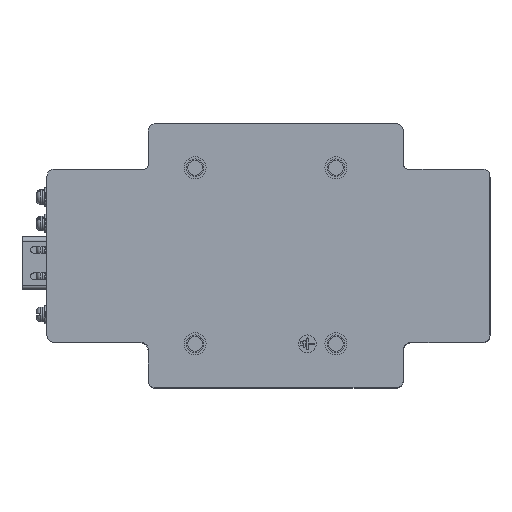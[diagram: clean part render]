
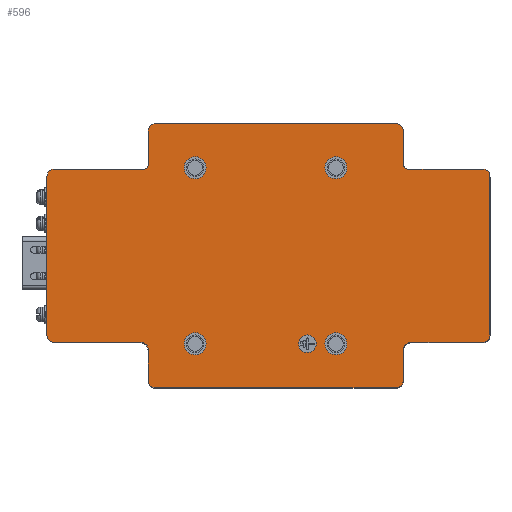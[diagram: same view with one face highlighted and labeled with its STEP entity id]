
A CAD part, top view. The second image highlights one B-rep face of the part: STEP entity #596.
In plain terms, the highlighted planar face has unit normal (0, 0, 1).
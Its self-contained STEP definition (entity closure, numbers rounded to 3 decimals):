
#596=ADVANCED_FACE('',(#5675,#5677,#5679,#5681,#5683,#5685),#5687,.T.);
#5675=FACE_BOUND('',#5676,.T.);
#5676=EDGE_LOOP('',(#10061,#10062,#10063,#10064,#10065,#10066,#10067,#10068,#10069,
#10070,#10071,#10072,#10073,#10074,#10075,#10076,#10077,#10078,#10079,#10080,#10081,
#10082,#10083,#10084));
#5677=FACE_BOUND('',#5678,.T.);
#5678=EDGE_LOOP('',(#10085));
#5679=FACE_BOUND('',#5680,.T.);
#5680=EDGE_LOOP('',(#10086));
#5681=FACE_BOUND('',#5682,.T.);
#5682=EDGE_LOOP('',(#10087));
#5683=FACE_BOUND('',#5684,.T.);
#5684=EDGE_LOOP('',(#10088));
#5685=FACE_BOUND('',#5686,.T.);
#5686=EDGE_LOOP('',(#10089));
#5687=PLANE('',#5688);
#5688=AXIS2_PLACEMENT_3D('',#5689,#5690,#5691);
#5689=CARTESIAN_POINT('',(-302.,0.,0.));
#5690=DIRECTION('',(0.,0.,1.));
#5691=DIRECTION('',(1.,0.,0.));
#10061=ORIENTED_EDGE('',*,*,#13030,.F.);
#10062=ORIENTED_EDGE('',*,*,#13031,.F.);
#10063=ORIENTED_EDGE('',*,*,#13032,.F.);
#10064=ORIENTED_EDGE('',*,*,#13033,.T.);
#10065=ORIENTED_EDGE('',*,*,#13034,.F.);
#10066=ORIENTED_EDGE('',*,*,#13035,.T.);
#10067=ORIENTED_EDGE('',*,*,#13036,.F.);
#10068=ORIENTED_EDGE('',*,*,#13037,.T.);
#10069=ORIENTED_EDGE('',*,*,#13038,.F.);
#10070=ORIENTED_EDGE('',*,*,#13039,.T.);
#10071=ORIENTED_EDGE('',*,*,#13040,.F.);
#10072=ORIENTED_EDGE('',*,*,#13041,.T.);
#10073=ORIENTED_EDGE('',*,*,#13042,.F.);
#10074=ORIENTED_EDGE('',*,*,#13043,.T.);
#10075=ORIENTED_EDGE('',*,*,#13044,.F.);
#10076=ORIENTED_EDGE('',*,*,#13045,.T.);
#10077=ORIENTED_EDGE('',*,*,#13046,.F.);
#10078=ORIENTED_EDGE('',*,*,#13047,.T.);
#10079=ORIENTED_EDGE('',*,*,#13048,.F.);
#10080=ORIENTED_EDGE('',*,*,#13049,.F.);
#10081=ORIENTED_EDGE('',*,*,#13050,.F.);
#10082=ORIENTED_EDGE('',*,*,#13051,.T.);
#10083=ORIENTED_EDGE('',*,*,#13052,.F.);
#10084=ORIENTED_EDGE('',*,*,#13053,.T.);
#10085=ORIENTED_EDGE('',*,*,#13054,.T.);
#10086=ORIENTED_EDGE('',*,*,#13055,.T.);
#10087=ORIENTED_EDGE('',*,*,#13056,.T.);
#10088=ORIENTED_EDGE('',*,*,#13057,.T.);
#10089=ORIENTED_EDGE('',*,*,#13058,.T.);
#13030=EDGE_CURVE('',#14389,#14390,#14391,.F.);
#13031=EDGE_CURVE('',#14392,#14389,#14393,.T.);
#13032=EDGE_CURVE('',#14394,#14392,#14395,.F.);
#13033=EDGE_CURVE('',#14394,#14396,#14397,.F.);
#13034=EDGE_CURVE('',#14398,#14396,#14399,.T.);
#13035=EDGE_CURVE('',#14398,#14400,#14401,.T.);
#13036=EDGE_CURVE('',#14402,#14400,#14403,.T.);
#13037=EDGE_CURVE('',#14402,#14404,#14405,.T.);
#13038=EDGE_CURVE('',#14406,#14404,#14407,.T.);
#13039=EDGE_CURVE('',#14406,#14408,#14409,.T.);
#13040=EDGE_CURVE('',#14410,#14408,#14411,.T.);
#13041=EDGE_CURVE('',#14410,#14412,#14413,.F.);
#13042=EDGE_CURVE('',#14414,#14412,#14415,.F.);
#13043=EDGE_CURVE('',#14414,#14416,#14417,.T.);
#13044=EDGE_CURVE('',#14418,#14416,#14419,.F.);
#13045=EDGE_CURVE('',#14418,#14420,#14421,.F.);
#13046=EDGE_CURVE('',#14422,#14420,#14423,.T.);
#13047=EDGE_CURVE('',#14422,#14424,#14425,.T.);
#13048=EDGE_CURVE('',#14426,#14424,#14427,.T.);
#13049=EDGE_CURVE('',#14428,#14426,#14429,.T.);
#13050=EDGE_CURVE('',#14430,#14428,#14431,.F.);
#13051=EDGE_CURVE('',#14430,#14432,#14433,.T.);
#13052=EDGE_CURVE('',#14434,#14432,#14435,.T.);
#13053=EDGE_CURVE('',#14434,#14390,#14436,.F.);
#13054=EDGE_CURVE('',#14437,#14437,#14438,.F.);
#13055=EDGE_CURVE('',#14439,#14439,#14440,.F.);
#13056=EDGE_CURVE('',#14441,#14441,#14442,.F.);
#13057=EDGE_CURVE('',#14443,#14443,#14444,.F.);
#13058=EDGE_CURVE('',#14445,#14445,#14446,.F.);
#14389=VERTEX_POINT('',#16678);
#14390=VERTEX_POINT('',#16679);
#14391=CIRCLE('',#16680,5.);
#14392=VERTEX_POINT('',#16684);
#14393=LINE('',#16685,#16686);
#14394=VERTEX_POINT('',#16688);
#14395=CIRCLE('',#16689,5.);
#14396=VERTEX_POINT('',#16693);
#14397=LINE('',#16694,#16695);
#14398=VERTEX_POINT('',#16697);
#14399=CIRCLE('',#16698,5.);
#14400=VERTEX_POINT('',#16702);
#14401=LINE('',#16703,#16704);
#14402=VERTEX_POINT('',#16706);
#14403=CIRCLE('',#16707,5.);
#14404=VERTEX_POINT('',#16711);
#14405=LINE('',#16712,#16713);
#14406=VERTEX_POINT('',#16715);
#14407=CIRCLE('',#16716,5.);
#14408=VERTEX_POINT('',#16720);
#14409=LINE('',#16721,#16722);
#14410=VERTEX_POINT('',#16724);
#14411=CIRCLE('',#16725,5.);
#14412=VERTEX_POINT('',#16729);
#14413=LINE('',#16730,#16731);
#14414=VERTEX_POINT('',#16733);
#14415=CIRCLE('',#16734,5.);
#14416=VERTEX_POINT('',#16738);
#14417=LINE('',#16739,#16740);
#14418=VERTEX_POINT('',#16742);
#14419=CIRCLE('',#16743,5.);
#14420=VERTEX_POINT('',#16747);
#14421=LINE('',#16748,#16749);
#14422=VERTEX_POINT('',#16751);
#14423=CIRCLE('',#16752,3.);
#14424=VERTEX_POINT('',#16756);
#14425=LINE('',#16757,#16758);
#14426=VERTEX_POINT('',#16760);
#14427=CIRCLE('',#16761,5.);
#14428=VERTEX_POINT('',#16765);
#14429=LINE('',#16766,#16767);
#14430=VERTEX_POINT('',#16769);
#14431=CIRCLE('',#16770,5.);
#14432=VERTEX_POINT('',#16774);
#14433=LINE('',#16775,#16776);
#14434=VERTEX_POINT('',#16778);
#14435=CIRCLE('',#16779,3.);
#14436=LINE('',#16783,#16784);
#14437=VERTEX_POINT('',#16786);
#14438=CIRCLE('',#16787,6.);
#14439=VERTEX_POINT('',#16791);
#14440=CIRCLE('',#16792,7.5);
#14441=VERTEX_POINT('',#16796);
#14442=CIRCLE('',#16797,7.5);
#14443=VERTEX_POINT('',#16801);
#14444=CIRCLE('',#16802,7.5);
#14445=VERTEX_POINT('',#16806);
#14446=CIRCLE('',#16807,7.5);
#16678=CARTESIAN_POINT('',(-302.,144.,0.));
#16679=CARTESIAN_POINT('',(-297.,149.,0.));
#16680=AXIS2_PLACEMENT_3D('',#16681,#16682,#16683);
#16681=CARTESIAN_POINT('',(-297.,144.,0.));
#16682=DIRECTION('',(0.,-0.,1.));
#16683=DIRECTION('',(0.,1.,0.));
#16684=CARTESIAN_POINT('',(-302.,36.,0.));
#16685=CARTESIAN_POINT('',(-302.,36.,0.));
#16686=VECTOR('',#16687,1.);
#16687=DIRECTION('',(0.,1.,0.));
#16688=CARTESIAN_POINT('',(-297.,31.,0.));
#16689=AXIS2_PLACEMENT_3D('',#16690,#16691,#16692);
#16690=CARTESIAN_POINT('',(-297.,36.,0.));
#16691=DIRECTION('',(-0.,0.,1.));
#16692=DIRECTION('',(-1.,0.,0.));
#16693=CARTESIAN_POINT('',(-238.,31.,0.));
#16694=CARTESIAN_POINT('',(-238.,31.,0.));
#16695=VECTOR('',#16696,1.);
#16696=DIRECTION('',(-1.,0.,0.));
#16697=CARTESIAN_POINT('',(-233.,26.,0.));
#16698=AXIS2_PLACEMENT_3D('',#16699,#16700,#16701);
#16699=CARTESIAN_POINT('',(-238.,26.,0.));
#16700=DIRECTION('',(0.,0.,1.));
#16701=DIRECTION('',(1.,0.,0.));
#16702=CARTESIAN_POINT('',(-233.,5.,0.));
#16703=CARTESIAN_POINT('',(-233.,26.,0.));
#16704=VECTOR('',#16705,1.);
#16705=DIRECTION('',(0.,-1.,0.));
#16706=CARTESIAN_POINT('',(-228.,0.,0.));
#16707=AXIS2_PLACEMENT_3D('',#16708,#16709,#16710);
#16708=CARTESIAN_POINT('',(-228.,5.,0.));
#16709=DIRECTION('',(0.,0.,-1.));
#16710=DIRECTION('',(0.,-1.,0.));
#16711=CARTESIAN_POINT('',(-64.,0.,0.));
#16712=CARTESIAN_POINT('',(-228.,0.,0.));
#16713=VECTOR('',#16714,1.);
#16714=DIRECTION('',(1.,0.,0.));
#16715=CARTESIAN_POINT('',(-59.,5.,0.));
#16716=AXIS2_PLACEMENT_3D('',#16717,#16718,#16719);
#16717=CARTESIAN_POINT('',(-64.,5.,0.));
#16718=DIRECTION('',(0.,0.,-1.));
#16719=DIRECTION('',(1.,0.,0.));
#16720=CARTESIAN_POINT('',(-59.,26.,0.));
#16721=CARTESIAN_POINT('',(-59.,5.,0.));
#16722=VECTOR('',#16723,1.);
#16723=DIRECTION('',(0.,1.,0.));
#16724=CARTESIAN_POINT('',(-54.,31.,0.));
#16725=AXIS2_PLACEMENT_3D('',#16726,#16727,#16728);
#16726=CARTESIAN_POINT('',(-54.,26.,0.));
#16727=DIRECTION('',(0.,-0.,1.));
#16728=DIRECTION('',(0.,1.,0.));
#16729=CARTESIAN_POINT('',(-5.,31.,0.));
#16730=CARTESIAN_POINT('',(-5.,31.,0.));
#16731=VECTOR('',#16732,1.);
#16732=DIRECTION('',(-1.,0.,0.));
#16733=CARTESIAN_POINT('',(0.,36.,0.));
#16734=AXIS2_PLACEMENT_3D('',#16735,#16736,#16737);
#16735=CARTESIAN_POINT('',(-5.,36.,0.));
#16736=DIRECTION('',(-0.,0.,1.));
#16737=DIRECTION('',(0.,-1.,0.));
#16738=CARTESIAN_POINT('',(0.,144.,0.));
#16739=CARTESIAN_POINT('',(0.,36.,0.));
#16740=VECTOR('',#16741,1.);
#16741=DIRECTION('',(0.,1.,0.));
#16742=CARTESIAN_POINT('',(-5.,149.,0.));
#16743=AXIS2_PLACEMENT_3D('',#16744,#16745,#16746);
#16744=CARTESIAN_POINT('',(-5.,144.,0.));
#16745=DIRECTION('',(0.,0.,1.));
#16746=DIRECTION('',(1.,0.,0.));
#16747=CARTESIAN_POINT('',(-56.,149.,0.));
#16748=CARTESIAN_POINT('',(-56.,149.,0.));
#16749=VECTOR('',#16750,1.);
#16750=DIRECTION('',(1.,0.,0.));
#16751=CARTESIAN_POINT('',(-59.,152.,0.));
#16752=AXIS2_PLACEMENT_3D('',#16753,#16754,#16755);
#16753=CARTESIAN_POINT('',(-56.,152.,0.));
#16754=DIRECTION('',(0.,-0.,1.));
#16755=DIRECTION('',(-1.,0.,0.));
#16756=CARTESIAN_POINT('',(-59.,175.,0.));
#16757=CARTESIAN_POINT('',(-59.,152.,0.));
#16758=VECTOR('',#16759,1.);
#16759=DIRECTION('',(0.,1.,0.));
#16760=CARTESIAN_POINT('',(-64.,180.,0.));
#16761=AXIS2_PLACEMENT_3D('',#16762,#16763,#16764);
#16762=CARTESIAN_POINT('',(-64.,175.,0.));
#16763=DIRECTION('',(0.,0.,-1.));
#16764=DIRECTION('',(0.,1.,0.));
#16765=CARTESIAN_POINT('',(-228.,180.,0.));
#16766=CARTESIAN_POINT('',(-228.,180.,0.));
#16767=VECTOR('',#16768,1.);
#16768=DIRECTION('',(1.,0.,0.));
#16769=CARTESIAN_POINT('',(-233.,175.,0.));
#16770=AXIS2_PLACEMENT_3D('',#16771,#16772,#16773);
#16771=CARTESIAN_POINT('',(-228.,175.,0.));
#16772=DIRECTION('',(0.,-0.,1.));
#16773=DIRECTION('',(0.,1.,0.));
#16774=CARTESIAN_POINT('',(-233.,152.,0.));
#16775=CARTESIAN_POINT('',(-233.,175.,0.));
#16776=VECTOR('',#16777,1.);
#16777=DIRECTION('',(0.,-1.,0.));
#16778=CARTESIAN_POINT('',(-236.,149.,0.));
#16779=AXIS2_PLACEMENT_3D('',#16780,#16781,#16782);
#16780=CARTESIAN_POINT('',(-236.,152.,0.));
#16781=DIRECTION('',(-0.,0.,1.));
#16782=DIRECTION('',(0.,-1.,0.));
#16783=CARTESIAN_POINT('',(-297.,149.,0.));
#16784=VECTOR('',#16785,1.);
#16785=DIRECTION('',(1.,0.,0.));
#16786=CARTESIAN_POINT('',(-124.49,24.,0.));
#16787=AXIS2_PLACEMENT_3D('',#16788,#16789,#16790);
#16788=CARTESIAN_POINT('',(-124.49,30.,0.));
#16789=DIRECTION('',(0.,0.,1.));
#16790=DIRECTION('',(0.,-1.,0.));
#16791=CARTESIAN_POINT('',(-193.5,30.,0.));
#16792=AXIS2_PLACEMENT_3D('',#16793,#16794,#16795);
#16793=CARTESIAN_POINT('',(-201.,30.,0.));
#16794=DIRECTION('',(0.,0.,1.));
#16795=DIRECTION('',(1.,0.,0.));
#16796=CARTESIAN_POINT('',(-97.5,30.,0.));
#16797=AXIS2_PLACEMENT_3D('',#16798,#16799,#16800);
#16798=CARTESIAN_POINT('',(-105.,30.,0.));
#16799=DIRECTION('',(0.,0.,1.));
#16800=DIRECTION('',(1.,0.,0.));
#16801=CARTESIAN_POINT('',(-97.5,150.,0.));
#16802=AXIS2_PLACEMENT_3D('',#16803,#16804,#16805);
#16803=CARTESIAN_POINT('',(-105.,150.,0.));
#16804=DIRECTION('',(0.,0.,1.));
#16805=DIRECTION('',(1.,0.,0.));
#16806=CARTESIAN_POINT('',(-193.5,150.,0.));
#16807=AXIS2_PLACEMENT_3D('',#16808,#16809,#16810);
#16808=CARTESIAN_POINT('',(-201.,150.,0.));
#16809=DIRECTION('',(0.,0.,1.));
#16810=DIRECTION('',(1.,0.,0.));
